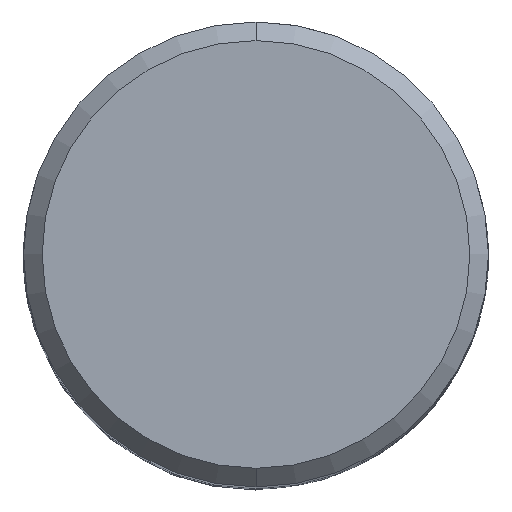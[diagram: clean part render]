
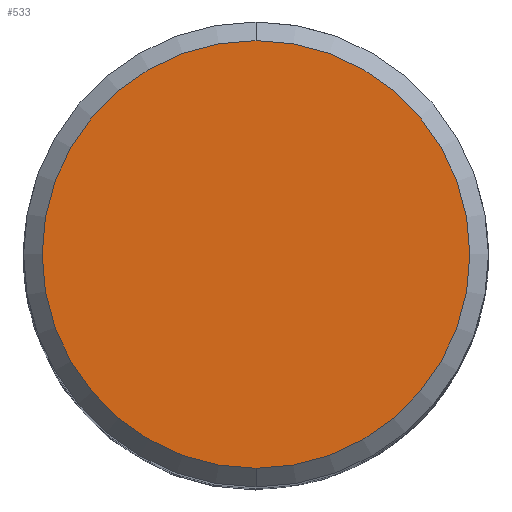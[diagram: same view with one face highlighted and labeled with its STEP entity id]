
A CAD part, top view. The second image highlights one B-rep face of the part: STEP entity #533.
In plain terms, the highlighted planar face has unit normal (0, 0, 1).
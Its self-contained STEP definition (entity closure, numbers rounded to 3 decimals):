
#451=EDGE_CURVE('',#905,#477,#1124,.T.);
#477=VERTEX_POINT('',#1153);
#533=ADVANCED_FACE('',(#1214),#1215,.T.);
#885=EDGE_CURVE('',#477,#905,#1602,.T.);
#905=VERTEX_POINT('',#1625);
#1124=CIRCLE('',#2544,11.5);
#1153=CARTESIAN_POINT('',(0.,-11.5,0.0));
#1214=FACE_OUTER_BOUND('',#2878,.T.);
#1215=PLANE('',#2879);
#1602=CIRCLE('',#6214,11.5);
#1625=CARTESIAN_POINT('',(0.0,11.5,0.0));
#2544=AXIS2_PLACEMENT_3D('',#6992,#6993,#6994);
#2878=EDGE_LOOP('',(#7085,#7086));
#2879=AXIS2_PLACEMENT_3D('',#7087,#7088,#7089);
#6214=AXIS2_PLACEMENT_3D('',#7529,#7530,#7531);
#6992=CARTESIAN_POINT('',(0.0,0.0,0.0));
#6993=DIRECTION('',(0.0,0.0,-1.0));
#6994=DIRECTION('',(0.0,1.0,0.0));
#7085=ORIENTED_EDGE('',*,*,#451,.F.);
#7086=ORIENTED_EDGE('',*,*,#885,.F.);
#7087=CARTESIAN_POINT('',(0.0,5.75,0.0));
#7088=DIRECTION('',(-0.0,0.0,1.0));
#7089=DIRECTION('',(0.0,-1.0,0.0));
#7529=CARTESIAN_POINT('',(0.0,0.0,0.0));
#7530=DIRECTION('',(0.0,0.0,-1.0));
#7531=DIRECTION('',(0.0,1.0,0.0));
